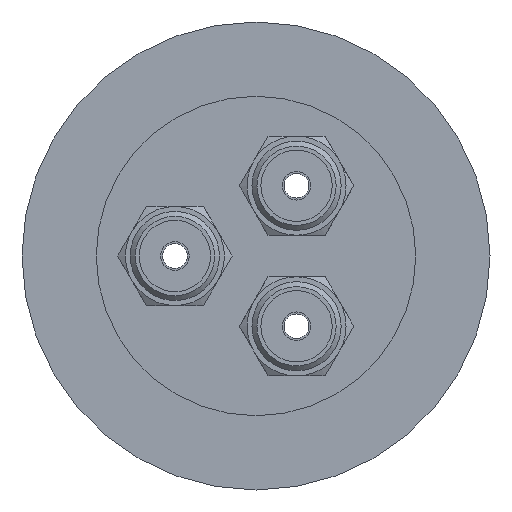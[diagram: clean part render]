
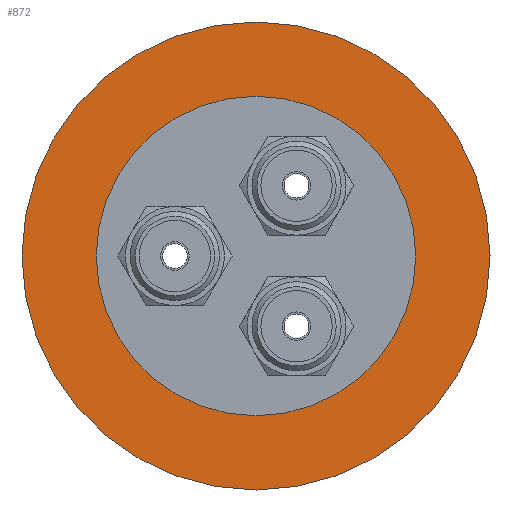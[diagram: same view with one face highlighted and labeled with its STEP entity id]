
A CAD part, front view. The second image highlights one B-rep face of the part: STEP entity #872.
In plain terms, the highlighted planar face has unit normal (0, -1, 0).
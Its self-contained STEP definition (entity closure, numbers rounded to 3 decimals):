
#160=FACE_BOUND('',#269,.T.);
#173=PLANE('',#1054);
#213=FACE_OUTER_BOUND('',#268,.T.);
#268=EDGE_LOOP('',(#663,#664));
#269=EDGE_LOOP('',(#665,#666));
#376=CIRCLE('',#1042,37.5);
#377=CIRCLE('',#1043,37.5);
#382=CIRCLE('',#1052,25.6);
#383=CIRCLE('',#1053,25.6);
#441=VERTEX_POINT('',#1482);
#442=VERTEX_POINT('',#1484);
#447=VERTEX_POINT('',#1500);
#448=VERTEX_POINT('',#1502);
#522=EDGE_CURVE('',#441,#442,#376,.T.);
#523=EDGE_CURVE('',#442,#441,#377,.T.);
#530=EDGE_CURVE('',#448,#447,#382,.T.);
#531=EDGE_CURVE('',#447,#448,#383,.T.);
#663=ORIENTED_EDGE('',*,*,#523,.F.);
#664=ORIENTED_EDGE('',*,*,#522,.F.);
#665=ORIENTED_EDGE('',*,*,#530,.T.);
#666=ORIENTED_EDGE('',*,*,#531,.T.);
#872=ADVANCED_FACE('',(#213,#160),#173,.T.);
#1042=AXIS2_PLACEMENT_3D('',#1485,#1195,#1196);
#1043=AXIS2_PLACEMENT_3D('',#1486,#1197,#1198);
#1052=AXIS2_PLACEMENT_3D('',#1503,#1217,#1218);
#1053=AXIS2_PLACEMENT_3D('',#1504,#1219,#1220);
#1054=AXIS2_PLACEMENT_3D('',#1505,#1221,#1222);
#1195=DIRECTION('center_axis',(0.,1.,0.));
#1196=DIRECTION('ref_axis',(1.,0.,0.));
#1197=DIRECTION('center_axis',(0.,1.,0.));
#1198=DIRECTION('ref_axis',(1.,0.,0.));
#1217=DIRECTION('center_axis',(0.,1.,0.));
#1218=DIRECTION('ref_axis',(1.,0.,0.));
#1219=DIRECTION('center_axis',(0.,1.,0.));
#1220=DIRECTION('ref_axis',(1.,0.,0.));
#1221=DIRECTION('center_axis',(0.,-1.,0.));
#1222=DIRECTION('ref_axis',(0.,0.,-1.));
#1482=CARTESIAN_POINT('',(37.5,0.,0.));
#1484=CARTESIAN_POINT('',(-37.5,0.,0.));
#1485=CARTESIAN_POINT('Origin',(0.,0.,0.));
#1486=CARTESIAN_POINT('Origin',(0.,0.,0.));
#1500=CARTESIAN_POINT('',(25.6,0.,0.));
#1502=CARTESIAN_POINT('',(-25.6,0.,0.));
#1503=CARTESIAN_POINT('Origin',(0.,0.,0.));
#1504=CARTESIAN_POINT('Origin',(0.,0.,0.));
#1505=CARTESIAN_POINT('Origin',(-37.5,0.,0.));
